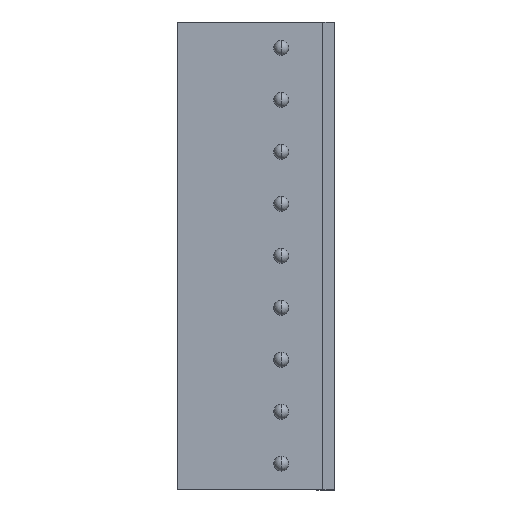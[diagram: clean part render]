
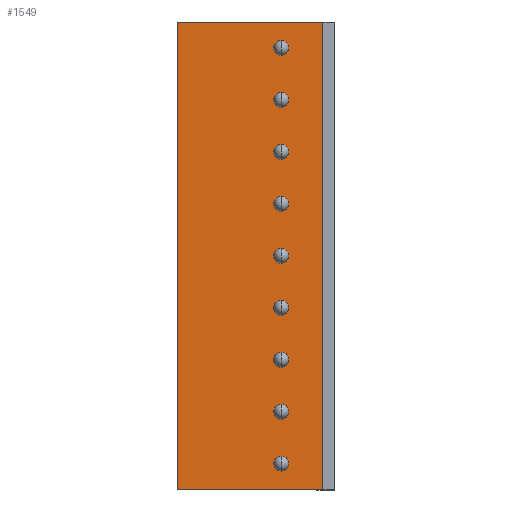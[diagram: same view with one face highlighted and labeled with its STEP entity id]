
A CAD part, top view. The second image highlights one B-rep face of the part: STEP entity #1549.
In plain terms, the highlighted planar face has unit normal (0, 0, 1).
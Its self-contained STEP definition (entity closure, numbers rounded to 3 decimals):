
#1=DIRECTION('',(1.,0.,0.));
#2=VECTOR('',#1,9.8);
#3=CARTESIAN_POINT('',(0.,0.,0.));
#4=LINE('',#3,#2);
#33=DIRECTION('',(0.,1.,0.));
#34=VECTOR('',#33,31.5);
#35=CARTESIAN_POINT('',(0.,0.,0.));
#36=LINE('',#35,#34);
#37=CARTESIAN_POINT('',(7.,29.75,0.));
#38=DIRECTION('',(0.,0.,1.));
#39=DIRECTION('',(0.,-1.,0.));
#40=AXIS2_PLACEMENT_3D('',#37,#38,#39);
#42=CARTESIAN_POINT('',(7.,29.75,0.));
#43=DIRECTION('',(0.,0.,1.));
#44=DIRECTION('',(0.,1.,0.));
#45=AXIS2_PLACEMENT_3D('',#42,#43,#44);
#47=CARTESIAN_POINT('',(7.,26.25,0.));
#48=DIRECTION('',(0.,0.,1.));
#49=DIRECTION('',(0.,-1.,0.));
#50=AXIS2_PLACEMENT_3D('',#47,#48,#49);
#52=CARTESIAN_POINT('',(7.,26.25,0.));
#53=DIRECTION('',(0.,0.,1.));
#54=DIRECTION('',(0.,1.,0.));
#55=AXIS2_PLACEMENT_3D('',#52,#53,#54);
#57=CARTESIAN_POINT('',(7.,22.75,0.));
#58=DIRECTION('',(0.,0.,1.));
#59=DIRECTION('',(0.,-1.,0.));
#60=AXIS2_PLACEMENT_3D('',#57,#58,#59);
#62=CARTESIAN_POINT('',(7.,22.75,0.));
#63=DIRECTION('',(0.,0.,1.));
#64=DIRECTION('',(0.,1.,0.));
#65=AXIS2_PLACEMENT_3D('',#62,#63,#64);
#67=CARTESIAN_POINT('',(7.,19.25,0.));
#68=DIRECTION('',(0.,0.,1.));
#69=DIRECTION('',(0.,-1.,0.));
#70=AXIS2_PLACEMENT_3D('',#67,#68,#69);
#72=CARTESIAN_POINT('',(7.,19.25,0.));
#73=DIRECTION('',(0.,0.,1.));
#74=DIRECTION('',(0.,1.,0.));
#75=AXIS2_PLACEMENT_3D('',#72,#73,#74);
#77=CARTESIAN_POINT('',(7.,15.75,0.));
#78=DIRECTION('',(0.,0.,1.));
#79=DIRECTION('',(0.,-1.,0.));
#80=AXIS2_PLACEMENT_3D('',#77,#78,#79);
#82=CARTESIAN_POINT('',(7.,15.75,0.));
#83=DIRECTION('',(0.,0.,1.));
#84=DIRECTION('',(0.,1.,0.));
#85=AXIS2_PLACEMENT_3D('',#82,#83,#84);
#87=CARTESIAN_POINT('',(7.,12.25,0.));
#88=DIRECTION('',(0.,0.,1.));
#89=DIRECTION('',(0.,-1.,0.));
#90=AXIS2_PLACEMENT_3D('',#87,#88,#89);
#92=CARTESIAN_POINT('',(7.,12.25,0.));
#93=DIRECTION('',(0.,0.,1.));
#94=DIRECTION('',(0.,1.,0.));
#95=AXIS2_PLACEMENT_3D('',#92,#93,#94);
#97=CARTESIAN_POINT('',(7.,8.75,0.));
#98=DIRECTION('',(0.,0.,1.));
#99=DIRECTION('',(0.,-1.,0.));
#100=AXIS2_PLACEMENT_3D('',#97,#98,#99);
#102=CARTESIAN_POINT('',(7.,8.75,0.));
#103=DIRECTION('',(0.,0.,1.));
#104=DIRECTION('',(0.,1.,0.));
#105=AXIS2_PLACEMENT_3D('',#102,#103,#104);
#107=CARTESIAN_POINT('',(7.,5.25,0.));
#108=DIRECTION('',(0.,0.,1.));
#109=DIRECTION('',(0.,-1.,0.));
#110=AXIS2_PLACEMENT_3D('',#107,#108,#109);
#112=CARTESIAN_POINT('',(7.,5.25,0.));
#113=DIRECTION('',(0.,0.,1.));
#114=DIRECTION('',(0.,1.,0.));
#115=AXIS2_PLACEMENT_3D('',#112,#113,#114);
#117=CARTESIAN_POINT('',(7.,1.75,0.));
#118=DIRECTION('',(0.,0.,1.));
#119=DIRECTION('',(0.,-1.,0.));
#120=AXIS2_PLACEMENT_3D('',#117,#118,#119);
#122=CARTESIAN_POINT('',(7.,1.75,0.));
#123=DIRECTION('',(0.,0.,1.));
#124=DIRECTION('',(0.,1.,0.));
#125=AXIS2_PLACEMENT_3D('',#122,#123,#124);
#1049=DIRECTION('',(0.,1.,0.));
#1050=VECTOR('',#1049,31.5);
#1051=CARTESIAN_POINT('',(9.8,0.,0.));
#1052=LINE('',#1051,#1050);
#1053=DIRECTION('',(1.,0.,0.));
#1054=VECTOR('',#1053,9.8);
#1055=CARTESIAN_POINT('',(0.,31.5,0.));
#1056=LINE('',#1055,#1054);
#1133=CARTESIAN_POINT('',(0.,0.,0.));
#1134=CARTESIAN_POINT('',(9.8,0.,0.));
#1135=VERTEX_POINT('',#1133);
#1136=VERTEX_POINT('',#1134);
#1149=CARTESIAN_POINT('',(0.,31.5,0.));
#1150=CARTESIAN_POINT('',(9.8,31.5,0.));
#1151=VERTEX_POINT('',#1149);
#1152=VERTEX_POINT('',#1150);
#1165=CARTESIAN_POINT('',(7.,29.25,0.));
#1166=CARTESIAN_POINT('',(7.,30.25,0.));
#1167=VERTEX_POINT('',#1165);
#1168=VERTEX_POINT('',#1166);
#1185=CARTESIAN_POINT('',(7.,25.75,0.));
#1186=CARTESIAN_POINT('',(7.,26.75,0.));
#1187=VERTEX_POINT('',#1185);
#1188=VERTEX_POINT('',#1186);
#1205=CARTESIAN_POINT('',(7.,22.25,0.));
#1206=CARTESIAN_POINT('',(7.,23.25,0.));
#1207=VERTEX_POINT('',#1205);
#1208=VERTEX_POINT('',#1206);
#1225=CARTESIAN_POINT('',(7.,18.75,0.));
#1226=CARTESIAN_POINT('',(7.,19.75,0.));
#1227=VERTEX_POINT('',#1225);
#1228=VERTEX_POINT('',#1226);
#1245=CARTESIAN_POINT('',(7.,15.25,0.));
#1246=CARTESIAN_POINT('',(7.,16.25,0.));
#1247=VERTEX_POINT('',#1245);
#1248=VERTEX_POINT('',#1246);
#1265=CARTESIAN_POINT('',(7.,11.75,0.));
#1266=CARTESIAN_POINT('',(7.,12.75,0.));
#1267=VERTEX_POINT('',#1265);
#1268=VERTEX_POINT('',#1266);
#1285=CARTESIAN_POINT('',(7.,8.25,0.));
#1286=CARTESIAN_POINT('',(7.,9.25,0.));
#1287=VERTEX_POINT('',#1285);
#1288=VERTEX_POINT('',#1286);
#1305=CARTESIAN_POINT('',(7.,4.75,0.));
#1306=CARTESIAN_POINT('',(7.,5.75,0.));
#1307=VERTEX_POINT('',#1305);
#1308=VERTEX_POINT('',#1306);
#1437=CARTESIAN_POINT('',(7.,1.25,0.));
#1438=CARTESIAN_POINT('',(7.,2.25,0.));
#1439=VERTEX_POINT('',#1437);
#1440=VERTEX_POINT('',#1438);
#1481=CARTESIAN_POINT('',(0.,0.,0.));
#1482=DIRECTION('',(0.,0.,1.));
#1483=DIRECTION('',(1.,0.,0.));
#1484=AXIS2_PLACEMENT_3D('',#1481,#1482,#1483);
#1485=PLANE('',#1484);
#1486=ORIENTED_EDGE('',*,*,#1462,.F.);
#1488=ORIENTED_EDGE('',*,*,#1487,.T.);
#1490=ORIENTED_EDGE('',*,*,#1489,.T.);
#1492=ORIENTED_EDGE('',*,*,#1491,.F.);
#1493=EDGE_LOOP('',(#1486,#1488,#1490,#1492));
#1494=FACE_OUTER_BOUND('',#1493,.F.);
#1496=ORIENTED_EDGE('',*,*,#1495,.T.);
#1498=ORIENTED_EDGE('',*,*,#1497,.T.);
#1499=EDGE_LOOP('',(#1496,#1498));
#1500=FACE_BOUND('',#1499,.F.);
#1502=ORIENTED_EDGE('',*,*,#1501,.T.);
#1504=ORIENTED_EDGE('',*,*,#1503,.T.);
#1505=EDGE_LOOP('',(#1502,#1504));
#1506=FACE_BOUND('',#1505,.F.);
#1508=ORIENTED_EDGE('',*,*,#1507,.T.);
#1510=ORIENTED_EDGE('',*,*,#1509,.T.);
#1511=EDGE_LOOP('',(#1508,#1510));
#1512=FACE_BOUND('',#1511,.F.);
#1514=ORIENTED_EDGE('',*,*,#1513,.T.);
#1516=ORIENTED_EDGE('',*,*,#1515,.T.);
#1517=EDGE_LOOP('',(#1514,#1516));
#1518=FACE_BOUND('',#1517,.F.);
#1520=ORIENTED_EDGE('',*,*,#1519,.T.);
#1522=ORIENTED_EDGE('',*,*,#1521,.T.);
#1523=EDGE_LOOP('',(#1520,#1522));
#1524=FACE_BOUND('',#1523,.F.);
#1526=ORIENTED_EDGE('',*,*,#1525,.T.);
#1528=ORIENTED_EDGE('',*,*,#1527,.T.);
#1529=EDGE_LOOP('',(#1526,#1528));
#1530=FACE_BOUND('',#1529,.F.);
#1532=ORIENTED_EDGE('',*,*,#1531,.T.);
#1534=ORIENTED_EDGE('',*,*,#1533,.T.);
#1535=EDGE_LOOP('',(#1532,#1534));
#1536=FACE_BOUND('',#1535,.F.);
#1538=ORIENTED_EDGE('',*,*,#1537,.T.);
#1540=ORIENTED_EDGE('',*,*,#1539,.T.);
#1541=EDGE_LOOP('',(#1538,#1540));
#1542=FACE_BOUND('',#1541,.F.);
#1544=ORIENTED_EDGE('',*,*,#1543,.T.);
#1546=ORIENTED_EDGE('',*,*,#1545,.T.);
#1547=EDGE_LOOP('',(#1544,#1546));
#1548=FACE_BOUND('',#1547,.F.);
#1549=ADVANCED_FACE('',(#1494,#1500,#1506,#1512,#1518,#1524,#1530,#1536,#1542,
#1548),#1485,.T.);
#41=CIRCLE('',#40,0.5);
#46=CIRCLE('',#45,0.5);
#51=CIRCLE('',#50,0.5);
#56=CIRCLE('',#55,0.5);
#61=CIRCLE('',#60,0.5);
#66=CIRCLE('',#65,0.5);
#71=CIRCLE('',#70,0.5);
#76=CIRCLE('',#75,0.5);
#81=CIRCLE('',#80,0.5);
#86=CIRCLE('',#85,0.5);
#91=CIRCLE('',#90,0.5);
#96=CIRCLE('',#95,0.5);
#101=CIRCLE('',#100,0.5);
#106=CIRCLE('',#105,0.5);
#111=CIRCLE('',#110,0.5);
#116=CIRCLE('',#115,0.5);
#121=CIRCLE('',#120,0.5);
#126=CIRCLE('',#125,0.5);
#1462=EDGE_CURVE('',#1135,#1136,#4,.T.);
#1487=EDGE_CURVE('',#1135,#1151,#36,.T.);
#1489=EDGE_CURVE('',#1151,#1152,#1056,.T.);
#1491=EDGE_CURVE('',#1136,#1152,#1052,.T.);
#1495=EDGE_CURVE('',#1167,#1168,#41,.T.);
#1497=EDGE_CURVE('',#1168,#1167,#46,.T.);
#1501=EDGE_CURVE('',#1187,#1188,#51,.T.);
#1503=EDGE_CURVE('',#1188,#1187,#56,.T.);
#1507=EDGE_CURVE('',#1207,#1208,#61,.T.);
#1509=EDGE_CURVE('',#1208,#1207,#66,.T.);
#1513=EDGE_CURVE('',#1227,#1228,#71,.T.);
#1515=EDGE_CURVE('',#1228,#1227,#76,.T.);
#1519=EDGE_CURVE('',#1247,#1248,#81,.T.);
#1521=EDGE_CURVE('',#1248,#1247,#86,.T.);
#1525=EDGE_CURVE('',#1267,#1268,#91,.T.);
#1527=EDGE_CURVE('',#1268,#1267,#96,.T.);
#1531=EDGE_CURVE('',#1287,#1288,#101,.T.);
#1533=EDGE_CURVE('',#1288,#1287,#106,.T.);
#1537=EDGE_CURVE('',#1307,#1308,#111,.T.);
#1539=EDGE_CURVE('',#1308,#1307,#116,.T.);
#1543=EDGE_CURVE('',#1439,#1440,#121,.T.);
#1545=EDGE_CURVE('',#1440,#1439,#126,.T.);
